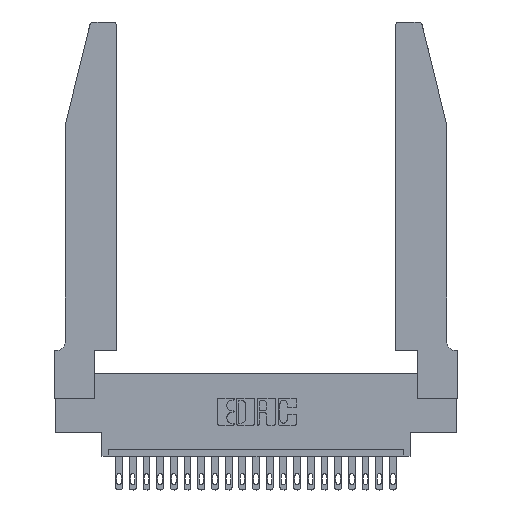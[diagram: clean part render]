
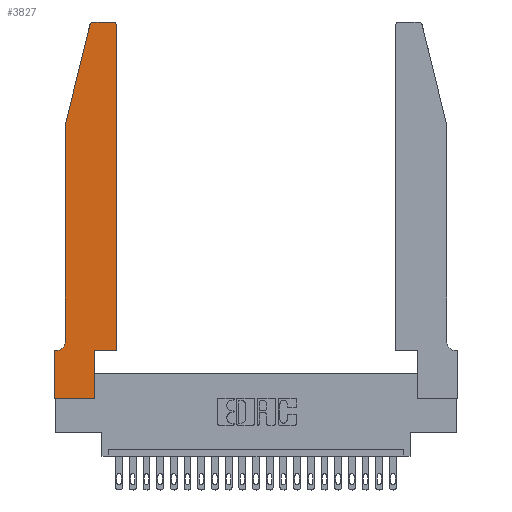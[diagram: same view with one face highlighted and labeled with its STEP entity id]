
A CAD part, top view. The second image highlights one B-rep face of the part: STEP entity #3827.
In plain terms, the highlighted planar face has unit normal (0, 0, 1).
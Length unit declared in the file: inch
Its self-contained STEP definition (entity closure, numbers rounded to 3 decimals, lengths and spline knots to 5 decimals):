
#90 = DIRECTION ( 'NONE',  ( 1., 0., 0. ) ) ;
#248 = FACE_OUTER_BOUND ( 'NONE', #15728, .T. ) ;
#641 = ORIENTED_EDGE ( 'NONE', *, *, #8864, .T. ) ;
#1178 = CARTESIAN_POINT ( 'NONE',  ( 0.2865, 0.35, 0.37 ) ) ;
#1466 = ORIENTED_EDGE ( 'NONE', *, *, #17085, .T. ) ;
#1623 = DIRECTION ( 'NONE',  ( -0.239, -0.971, 0. ) ) ;
#1730 = CARTESIAN_POINT ( 'NONE',  ( 0., 0.35, 0.37 ) ) ;
#1762 = EDGE_CURVE ( 'NONE', #13187, #16056, #7904, .T. ) ;
#2040 = AXIS2_PLACEMENT_3D ( 'NONE', #22482, #17251, #11684 ) ;
#2348 = CIRCLE ( 'NONE', #2040, 0.03 ) ;
#2381 = ORIENTED_EDGE ( 'NONE', *, *, #1762, .T. ) ;
#3827 = ADVANCED_FACE ( 'NONE', ( #248 ), #16227, .T. ) ;
#4868 = VECTOR ( 'NONE', #1623, 39.37008 ) ;
#5156 = VECTOR ( 'NONE', #90, 39.37008 ) ;
#5302 = EDGE_CURVE ( 'NONE', #19712, #21888, #11013, .T. ) ;
#5353 = CARTESIAN_POINT ( 'NONE',  ( 0.2865, 0.35, 0.37 ) ) ;
#5370 = DIRECTION ( 'NONE',  ( 0., 0., -1. ) ) ;
#5372 = EDGE_CURVE ( 'NONE', #22914, #10009, #13241, .T. ) ;
#5467 = ORIENTED_EDGE ( 'NONE', *, *, #17653, .T. ) ;
#5540 = ORIENTED_EDGE ( 'NONE', *, *, #9970, .T. ) ;
#5904 = VECTOR ( 'NONE', #20161, 39.37008 ) ;
#6452 = EDGE_CURVE ( 'NONE', #7451, #19712, #23085, .T. ) ;
#6740 = CARTESIAN_POINT ( 'NONE',  ( 0.0755, 0.42, 0.37 ) ) ;
#7451 = VERTEX_POINT ( 'NONE', #22404 ) ;
#7682 = EDGE_CURVE ( 'NONE', #16879, #22914, #9221, .T. ) ;
#7904 = LINE ( 'NONE', #14625, #20001 ) ;
#7966 = CARTESIAN_POINT ( 'NONE',  ( 0.4205, 2.75, 0.37 ) ) ;
#8273 = DIRECTION ( 'NONE',  ( -1., 0., 0. ) ) ;
#8308 = CARTESIAN_POINT ( 'NONE',  ( 0.4205, 2.72, 0.37 ) ) ;
#8404 = VECTOR ( 'NONE', #17781, 39.37008 ) ;
#8450 = VECTOR ( 'NONE', #8736, 39.37008 ) ;
#8512 = CARTESIAN_POINT ( 'NONE',  ( 0.0755, 2., 0.37 ) ) ;
#8647 = VERTEX_POINT ( 'NONE', #1178 ) ;
#8736 = DIRECTION ( 'NONE',  ( -1., 0., 0. ) ) ;
#8864 = EDGE_CURVE ( 'NONE', #22105, #7451, #20108, .T. ) ;
#9124 = DIRECTION ( 'NONE',  ( 0., -1., 0. ) ) ;
#9138 = DIRECTION ( 'NONE',  ( 1., 0., 0. ) ) ;
#9221 = CIRCLE ( 'NONE', #18609, 0.03 ) ;
#9428 = ORIENTED_EDGE ( 'NONE', *, *, #6452, .T. ) ;
#9511 = ORIENTED_EDGE ( 'NONE', *, *, #15868, .T. ) ;
#9883 = ORIENTED_EDGE ( 'NONE', *, *, #7682, .T. ) ;
#9970 = EDGE_CURVE ( 'NONE', #18989, #16879, #22725, .T. ) ;
#10009 = VERTEX_POINT ( 'NONE', #13861 ) ;
#10137 = DIRECTION ( 'NONE',  ( 1., 0., 0. ) ) ;
#10618 = DIRECTION ( 'NONE',  ( 0., 0., 1. ) ) ;
#10741 = VERTEX_POINT ( 'NONE', #14978 ) ;
#10975 = CARTESIAN_POINT ( 'NONE',  ( 0.4505, 0.35, 0.37 ) ) ;
#11013 = CIRCLE ( 'NONE', #17342, 0.07 ) ;
#11409 = LINE ( 'NONE', #12655, #21286 ) ;
#11441 = DIRECTION ( 'NONE',  ( 0., 1., 0. ) ) ;
#11618 = CARTESIAN_POINT ( 'NONE',  ( 0.0055, 0.35, 0.37 ) ) ;
#11684 = DIRECTION ( 'NONE',  ( 1., 0., 0. ) ) ;
#12557 = CARTESIAN_POINT ( 'NONE',  ( 0.4505, 0.35, 0.37 ) ) ;
#12655 = CARTESIAN_POINT ( 'NONE',  ( 0.0755, 0.35, 0.37 ) ) ;
#12678 = LINE ( 'NONE', #18350, #5904 ) ;
#12752 = ORIENTED_EDGE ( 'NONE', *, *, #5372, .T. ) ;
#12963 = DIRECTION ( 'NONE',  ( -1., 0., 0. ) ) ;
#13187 = VERTEX_POINT ( 'NONE', #1730 ) ;
#13241 = LINE ( 'NONE', #19528, #8450 ) ;
#13242 = ORIENTED_EDGE ( 'NONE', *, *, #17588, .T. ) ;
#13861 = CARTESIAN_POINT ( 'NONE',  ( 0.284, 2.75, 0.37 ) ) ;
#13925 = EDGE_CURVE ( 'NONE', #16056, #10741, #12678, .T. ) ;
#14389 = CARTESIAN_POINT ( 'NONE',  ( 0.0055, 0.42, 0.37 ) ) ;
#14625 = CARTESIAN_POINT ( 'NONE',  ( 0., 0., 0.37 ) ) ;
#14777 = LINE ( 'NONE', #10975, #5156 ) ;
#14978 = CARTESIAN_POINT ( 'NONE',  ( 0.2865, 0., 0.37 ) ) ;
#15693 = AXIS2_PLACEMENT_3D ( 'NONE', #19680, #10618, #9138 ) ;
#15728 = EDGE_LOOP ( 'NONE', ( #12752, #9511, #641, #9428, #19523, #1466, #2381, #21545, #13242, #5467, #5540, #9883 ) ) ;
#15868 = EDGE_CURVE ( 'NONE', #10009, #22105, #2348, .T. ) ;
#16056 = VERTEX_POINT ( 'NONE', #17801 ) ;
#16061 = CARTESIAN_POINT ( 'NONE',  ( 0.0755, 2., 0.37 ) ) ;
#16114 = DIRECTION ( 'NONE',  ( 0., 1., 0. ) ) ;
#16227 = PLANE ( 'NONE',  #15693 ) ;
#16746 = VECTOR ( 'NONE', #16114, 39.37008 ) ;
#16815 = CARTESIAN_POINT ( 'NONE',  ( 0.4505, 0.35, 0.37 ) ) ;
#16879 = VERTEX_POINT ( 'NONE', #22690 ) ;
#17085 = EDGE_CURVE ( 'NONE', #21888, #13187, #11409, .T. ) ;
#17251 = DIRECTION ( 'NONE',  ( 0., 0., 1. ) ) ;
#17342 = AXIS2_PLACEMENT_3D ( 'NONE', #14389, #5370, #8273 ) ;
#17588 = EDGE_CURVE ( 'NONE', #10741, #8647, #20104, .T. ) ;
#17653 = EDGE_CURVE ( 'NONE', #8647, #18989, #14777, .T. ) ;
#17781 = DIRECTION ( 'NONE',  ( 0., -1., 0. ) ) ;
#17801 = CARTESIAN_POINT ( 'NONE',  ( 0., 0., 0.37 ) ) ;
#17898 = VECTOR ( 'NONE', #11441, 39.37008 ) ;
#18350 = CARTESIAN_POINT ( 'NONE',  ( 0., 0., 0.37 ) ) ;
#18609 = AXIS2_PLACEMENT_3D ( 'NONE', #8308, #20989, #10137 ) ;
#18989 = VERTEX_POINT ( 'NONE', #16815 ) ;
#19523 = ORIENTED_EDGE ( 'NONE', *, *, #5302, .T. ) ;
#19528 = CARTESIAN_POINT ( 'NONE',  ( 0.2605, 2.75, 0.37 ) ) ;
#19680 = CARTESIAN_POINT ( 'NONE',  ( 0., 0.35, 0.37 ) ) ;
#19712 = VERTEX_POINT ( 'NONE', #6740 ) ;
#19794 = CARTESIAN_POINT ( 'NONE',  ( 0.25487, 2.72718, 0.37 ) ) ;
#20001 = VECTOR ( 'NONE', #9124, 39.37008 ) ;
#20104 = LINE ( 'NONE', #5353, #16746 ) ;
#20108 = LINE ( 'NONE', #16061, #4868 ) ;
#20161 = DIRECTION ( 'NONE',  ( 1., 0., 0. ) ) ;
#20989 = DIRECTION ( 'NONE',  ( 0., 0., 1. ) ) ;
#21286 = VECTOR ( 'NONE', #12963, 39.37008 ) ;
#21545 = ORIENTED_EDGE ( 'NONE', *, *, #13925, .T. ) ;
#21888 = VERTEX_POINT ( 'NONE', #11618 ) ;
#22105 = VERTEX_POINT ( 'NONE', #19794 ) ;
#22404 = CARTESIAN_POINT ( 'NONE',  ( 0.0755, 2., 0.37 ) ) ;
#22482 = CARTESIAN_POINT ( 'NONE',  ( 0.284, 2.72, 0.37 ) ) ;
#22690 = CARTESIAN_POINT ( 'NONE',  ( 0.4505, 2.72, 0.37 ) ) ;
#22725 = LINE ( 'NONE', #12557, #17898 ) ;
#22914 = VERTEX_POINT ( 'NONE', #7966 ) ;
#23085 = LINE ( 'NONE', #8512, #8404 ) ;
